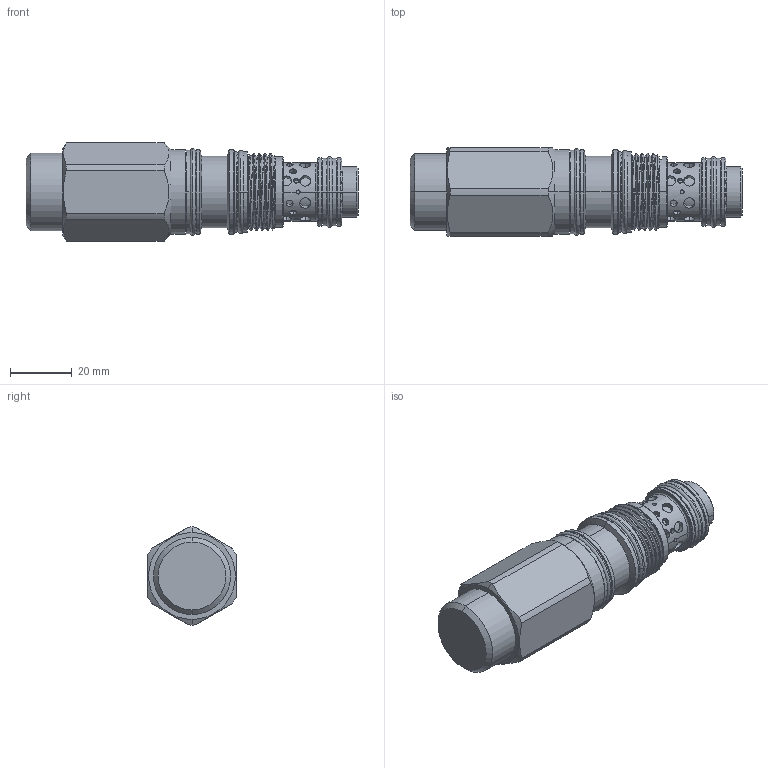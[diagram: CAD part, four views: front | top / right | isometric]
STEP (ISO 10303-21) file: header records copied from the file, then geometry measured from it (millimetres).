
FILE_DESCRIPTION (( 'STEP AP203' ), '1' );
FILE_NAME ('MB2A3N-N.STEP', '2016-06-07T01:20:12', ( '' ), ( '' ), 'SwSTEP 2.0', 'SolidWorks 2012', '' );
FILE_SCHEMA (( 'CONFIG_CONTROL_DESIGN' ));
Length unit declared in the file: millimetre
Products named in the file (1): MB2A3N-N
Bounding box: 107.7 x 28.57 x 31.8 mm (x, y, z)
Volume: 47496.9 mm3; surface area: 17145.8 mm2
Topology: 7 solids, 7 shells, 302 faces, 663 edges, 409 vertices
Faces by surface type: cylinder 185, cone 43, plane 38, torus 34, bspline 2
Entity records: 11203 total; most frequent: CARTESIAN_POINT 4671, DIRECTION 1338, ORIENTED_EDGE 1326, EDGE_CURVE 663, AXIS2_PLACEMENT_3D 566, VERTEX_POINT 409, EDGE_LOOP 352, FACE_OUTER_BOUND 302
